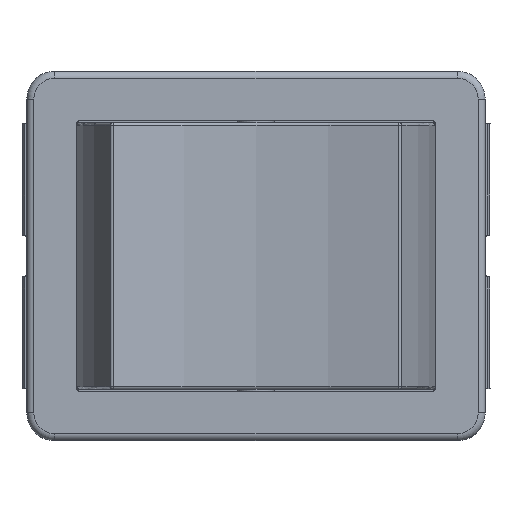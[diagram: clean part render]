
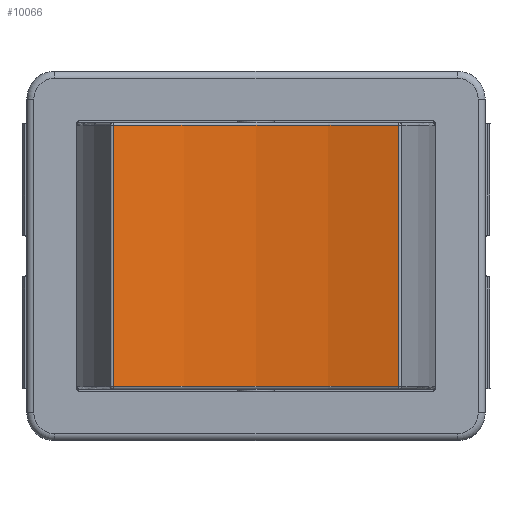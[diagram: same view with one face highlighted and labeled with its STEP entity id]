
A CAD part, top view. The second image highlights one B-rep face of the part: STEP entity #10066.
In plain terms, the highlighted cylindrical face has radius 35.8 mm (diameter 71.599 mm), a partial arc.
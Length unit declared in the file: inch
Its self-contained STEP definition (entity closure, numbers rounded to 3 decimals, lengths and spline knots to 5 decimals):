
#857=FACE_OUTER_BOUND('',#1396,.T.);
#1396=EDGE_LOOP('',(#7661,#7662,#7663,#7664));
#1871=CIRCLE('',#10669,1.40943);
#1873=CIRCLE('',#10672,1.40943);
#2347=LINE('',#14482,#3529);
#2349=LINE('',#14499,#3531);
#3529=VECTOR('',#11877,0.3937);
#3531=VECTOR('',#11897,0.3937);
#4626=VERTEX_POINT('',#14467);
#4631=VERTEX_POINT('',#14477);
#4634=VERTEX_POINT('',#14487);
#4635=VERTEX_POINT('',#14491);
#5777=EDGE_CURVE('',#4626,#4631,#2347,.T.);
#5785=EDGE_CURVE('',#4635,#4634,#2349,.T.);
#5789=EDGE_CURVE('',#4631,#4635,#1871,.T.);
#5791=EDGE_CURVE('',#4634,#4626,#1873,.T.);
#7661=ORIENTED_EDGE('',*,*,#5785,.F.);
#7662=ORIENTED_EDGE('',*,*,#5789,.F.);
#7663=ORIENTED_EDGE('',*,*,#5777,.F.);
#7664=ORIENTED_EDGE('',*,*,#5791,.F.);
#9866=CYLINDRICAL_SURFACE('',#10688,1.40943);
#10066=ADVANCED_FACE('',(#857),#9866,.F.);
#10669=AXIS2_PLACEMENT_3D('',#14518,#11906,#11907);
#10672=AXIS2_PLACEMENT_3D('',#14521,#11912,#11913);
#10688=AXIS2_PLACEMENT_3D('',#14578,#11945,#11946);
#11877=DIRECTION('',(0.,1.,0.));
#11897=DIRECTION('',(0.,-1.,0.));
#11906=DIRECTION('center_axis',(0.,-1.,0.));
#11907=DIRECTION('ref_axis',(0.,0.,
-1.));
#11912=DIRECTION('center_axis',(0.,1.,0.));
#11913=DIRECTION('ref_axis',(0.,0.,
-1.));
#11945=DIRECTION('center_axis',(0.,-1.,0.));
#11946=DIRECTION('ref_axis',(0.291,0.,0.957));
#14467=CARTESIAN_POINT('',(-0.40385,-0.37008,0.80949));
#14477=CARTESIAN_POINT('',(-0.40385,0.37008,0.80949));
#14482=CARTESIAN_POINT('',(-0.40385,0.,0.80949));
#14487=CARTESIAN_POINT('',(0.40385,-0.37008,0.80949));
#14491=CARTESIAN_POINT('',(0.40385,0.37008,0.80949));
#14499=CARTESIAN_POINT('',(0.40385,0.,0.80949));
#14518=CARTESIAN_POINT('Origin',(0.,0.37008,
2.15983));
#14521=CARTESIAN_POINT('Origin',(0.,-0.37008,
2.15983));
#14578=CARTESIAN_POINT('Origin',(0.,0.,
2.15983));
